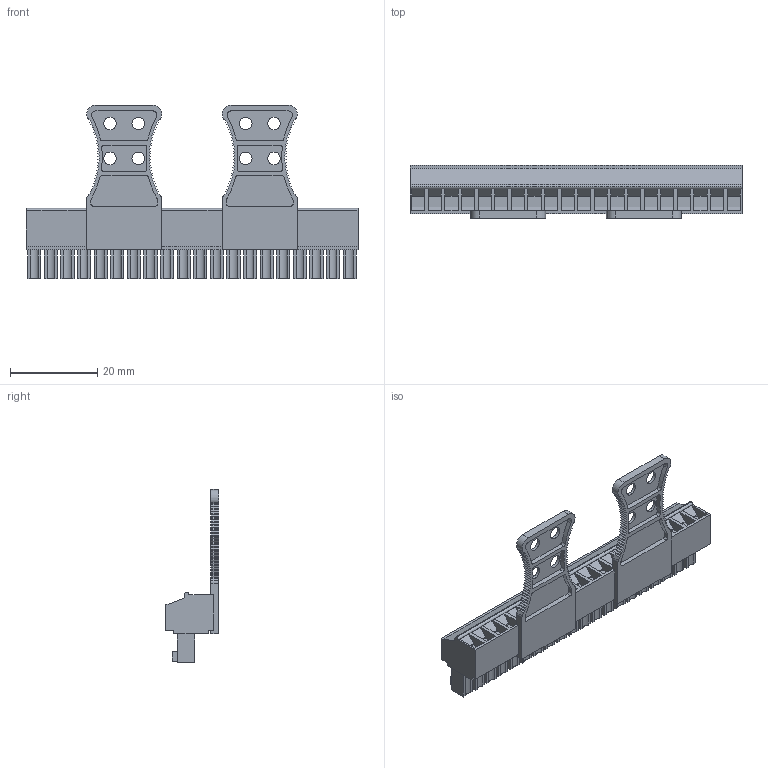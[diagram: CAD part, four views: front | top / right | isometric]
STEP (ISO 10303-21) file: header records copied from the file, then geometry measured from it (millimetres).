
FILE_DESCRIPTION(('CATIA V5 STEP Exchange','CAx-IF Rec.Pracs.--- Model Styling and Organization---1.2---2011-12-15'),'2;1');
FILE_NAME ('D1450065_0_1236470000_1236470000.stp','2018-09-18T15:05:12+00:00',('none'),('Weidmueller'),'CATIA Version 5-6 Release 2014','CATIA V5 STEP AP214','none');
FILE_SCHEMA(('AUTOMOTIVE_DESIGN { 1 0 10303 214 1 1 1 1 }'));
Length unit declared in the file: millimetre
Products named in the file (1): 1236470000
Bounding box: 76.2 x 12.2 x 39.75 mm (x, y, z)
Volume: 8393.3 mm3; surface area: 9019.2 mm2
Topology: 3 solids, 3 shells, 935 faces, 2525 edges, 1682 vertices
Faces by surface type: plane 741, cylinder 154, cone 40
Entity records: 26771 total; most frequent: ORIENTED_EDGE 5050, CARTESIAN_POINT 4744, DIRECTION 3597, EDGE_CURVE 2525, VECTOR 2137, LINE 2137, VERTEX_POINT 1682, EDGE_LOOP 1037
